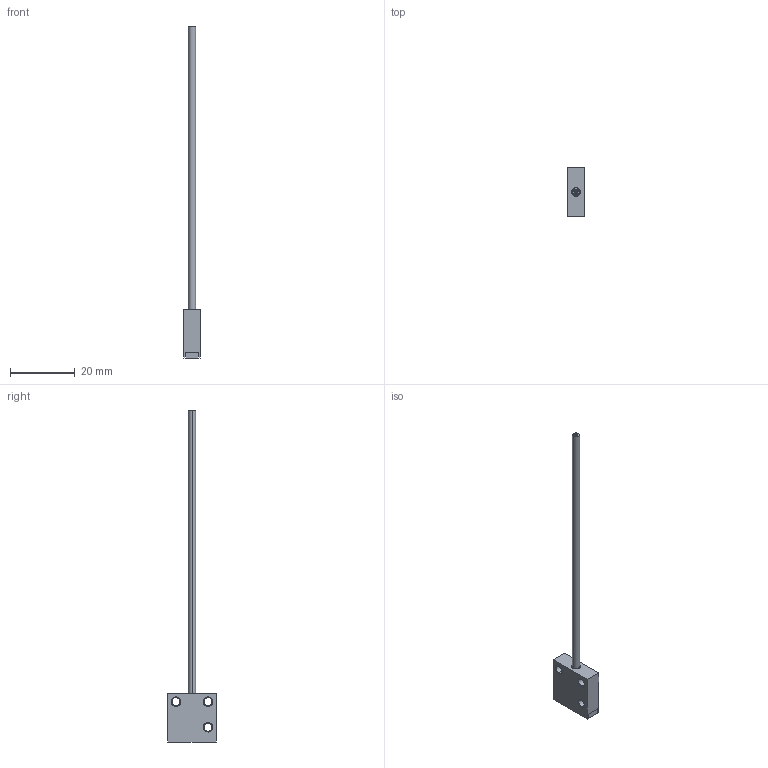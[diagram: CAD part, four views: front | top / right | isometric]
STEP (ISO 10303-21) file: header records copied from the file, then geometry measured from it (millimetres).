
FILE_DESCRIPTION((''),'2;1');
FILE_NAME('161948_ASM','2016-01-05T',('pdmadmin'),(''),'PRO/ENGINEER BY PARAMETRIC TECHNOLOGY CORPORATION, 2013230','PRO/ENGINEER BY PARAMETRIC TECHNOLOGY CORPORATION, 2013230','');
FILE_SCHEMA(('CONFIG_CONTROL_DESIGN'));
Length unit declared in the file: inch
Products named in the file (5): 39153; 39154; 10143; FIBER_CORE_010_0-25; 161948_ASM
Assembly tree (11 placements, depth 2):
  161948_ASM
    39153
    39154
    10143
    FIBER_CORE_010_0-25  x8
Bounding box: 5.08 x 14.99 x 102.64 mm (x, y, z)
Volume: 1153.2 mm3; surface area: 3421.8 mm2
Topology: 18 solids, 21 shells, 183 faces, 415 edges, 276 vertices
Faces by surface type: cylinder 99, plane 83, torus 1
Entity records: 4881 total; most frequent: DIRECTION 902, CARTESIAN_POINT 820, ORIENTED_EDGE 734, EDGE_CURVE 373, AXIS2_PLACEMENT_3D 362, VERTEX_POINT 248, EDGE_LOOP 205, CIRCLE 189
